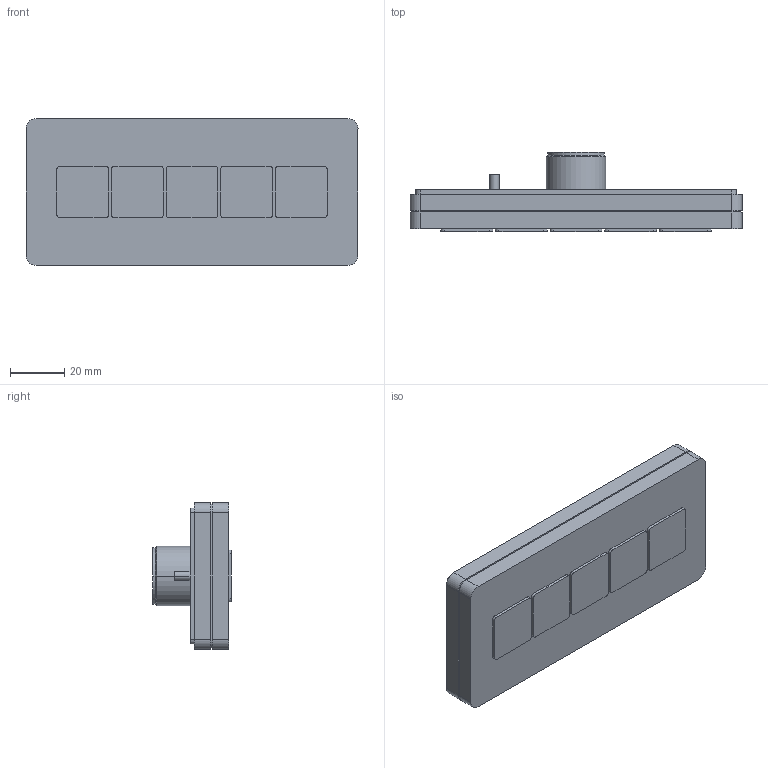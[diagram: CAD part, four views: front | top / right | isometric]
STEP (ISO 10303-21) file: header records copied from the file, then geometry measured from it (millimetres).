
FILE_DESCRIPTION(('starvars output'),'2;1');
FILE_NAME('HMIZRA1_3D.stp','09:10:03 2020/04/08',( 'Thomas Industrial Network Germany GmbH'),( 'Thomas Industrial Network Germany GmbH'),'unknown preprocess','ACIS' ,'unknown authorization');
FILE_SCHEMA(('AUTOMOTIVE_DESIGN_CC2 {UNKNOWN IMPLEMENTATION LEVEL}'));
Length unit declared in the file: millimetre
Products named in the file (1): PRODUCT_ID_1
Bounding box: 122 x 29.02 x 54 mm (x, y, z)
Volume: 99466.1 mm3; surface area: 19747.9 mm2
Topology: 1 solids, 1 shells, 92 faces, 236 edges, 156 vertices
Faces by surface type: plane 48, cylinder 42, cone 2
Entity records: 3581 total; most frequent: DIRECTION 484, CARTESIAN_POINT 474, ORIENTED_EDGE 472, EDGE_CURVE 236, AXIS2_PLACEMENT_3D 166, VERTEX_POINT 156, VECTOR 152, LINE 152
